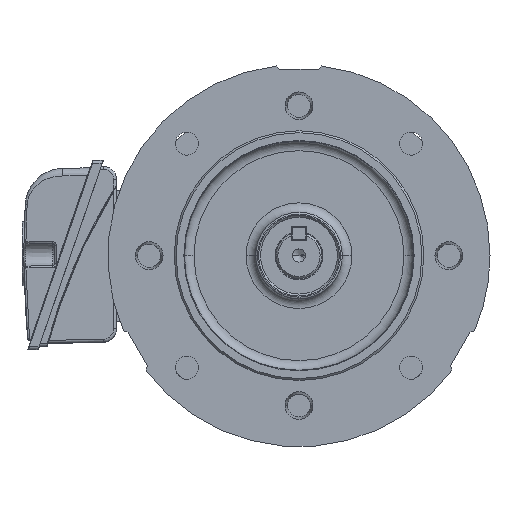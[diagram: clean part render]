
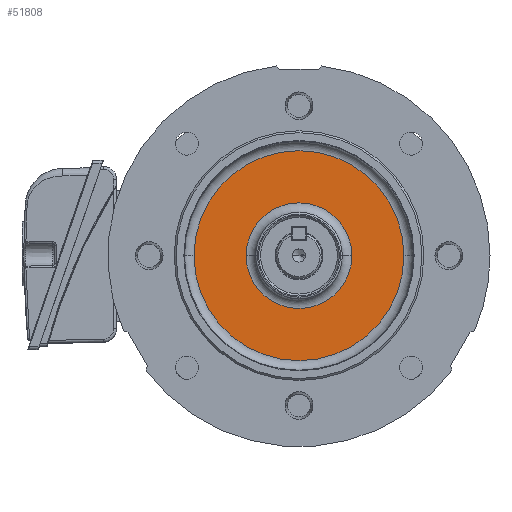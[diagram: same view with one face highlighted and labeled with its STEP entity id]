
A CAD part, top view. The second image highlights one B-rep face of the part: STEP entity #51808.
In plain terms, the highlighted planar face has unit normal (0, 0, 1).
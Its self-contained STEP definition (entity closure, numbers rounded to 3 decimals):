
#1179 = CARTESIAN_POINT ( 'NONE',  ( 0., 0., 0. ) ) ;
#1667 = EDGE_CURVE ( 'NONE', #43084, #51246, #43342, .T. ) ;
#2074 = EDGE_CURVE ( 'NONE', #34084, #14541, #64586, .T. ) ;
#2526 = CIRCLE ( 'NONE', #11020, 54.647 ) ;
#5019 = DIRECTION ( 'NONE',  ( 0., 0., 1. ) ) ;
#5537 = DIRECTION ( 'NONE',  ( 1., 0., 0. ) ) ;
#9045 = CARTESIAN_POINT ( 'NONE',  ( 27.507, 0., 0. ) ) ;
#11020 = AXIS2_PLACEMENT_3D ( 'NONE', #34885, #5019, #31204 ) ;
#14541 = VERTEX_POINT ( 'NONE', #33888 ) ;
#15965 = CARTESIAN_POINT ( 'NONE',  ( 0., 27.507, 0. ) ) ;
#17887 = AXIS2_PLACEMENT_3D ( 'NONE', #1179, #21468, #5537 ) ;
#18686 = DIRECTION ( 'NONE',  ( 1., 0., 0. ) ) ;
#19909 = DIRECTION ( 'NONE',  ( 0., 0., 1. ) ) ;
#20020 = CIRCLE ( 'NONE', #17887, 27.507 ) ;
#20231 = CARTESIAN_POINT ( 'NONE',  ( 0., 0., 0. ) ) ;
#21468 = DIRECTION ( 'NONE',  ( 0., 0., 1. ) ) ;
#24467 = CARTESIAN_POINT ( 'NONE',  ( 0., 0., 0. ) ) ;
#25272 = PLANE ( 'NONE',  #48788 ) ;
#25680 = EDGE_LOOP ( 'NONE', ( #42535, #32709 ) ) ;
#25750 = EDGE_CURVE ( 'NONE', #14541, #34084, #20020, .T. ) ;
#26563 = FACE_OUTER_BOUND ( 'NONE', #25680, .T. ) ;
#27428 = AXIS2_PLACEMENT_3D ( 'NONE', #20231, #19909, #18686 ) ;
#29431 = DIRECTION ( 'NONE',  ( 0., 0., 1. ) ) ;
#30221 = DIRECTION ( 'NONE',  ( 0., 0., -1. ) ) ;
#30549 = DIRECTION ( 'NONE',  ( -1., 0., 0. ) ) ;
#31204 = DIRECTION ( 'NONE',  ( 1., 0., 0. ) ) ;
#32709 = ORIENTED_EDGE ( 'NONE', *, *, #61408, .T. ) ;
#33888 = CARTESIAN_POINT ( 'NONE',  ( -27.507, 0., 0. ) ) ;
#34084 = VERTEX_POINT ( 'NONE', #9045 ) ;
#34885 = CARTESIAN_POINT ( 'NONE',  ( 0., 0., 0. ) ) ;
#34895 = AXIS2_PLACEMENT_3D ( 'NONE', #24467, #29431, #45691 ) ;
#42092 = EDGE_LOOP ( 'NONE', ( #59462, #60836 ) ) ;
#42535 = ORIENTED_EDGE ( 'NONE', *, *, #1667, .T. ) ;
#43084 = VERTEX_POINT ( 'NONE', #59513 ) ;
#43342 = CIRCLE ( 'NONE', #27428, 54.647 ) ;
#45691 = DIRECTION ( 'NONE',  ( 1., 0., 0. ) ) ;
#48788 = AXIS2_PLACEMENT_3D ( 'NONE', #15965, #30221, #30549 ) ;
#50497 = FACE_BOUND ( 'NONE', #42092, .T. ) ;
#51246 = VERTEX_POINT ( 'NONE', #53016 ) ;
#51808 = ADVANCED_FACE ( 'NONE', ( #50497, #26563 ), #25272, .F. ) ;
#53016 = CARTESIAN_POINT ( 'NONE',  ( -54.647, 0., 0. ) ) ;
#59462 = ORIENTED_EDGE ( 'NONE', *, *, #2074, .F. ) ;
#59513 = CARTESIAN_POINT ( 'NONE',  ( 54.647, 0., 0. ) ) ;
#60836 = ORIENTED_EDGE ( 'NONE', *, *, #25750, .F. ) ;
#61408 = EDGE_CURVE ( 'NONE', #51246, #43084, #2526, .T. ) ;
#64586 = CIRCLE ( 'NONE', #34895, 27.507 ) ;
